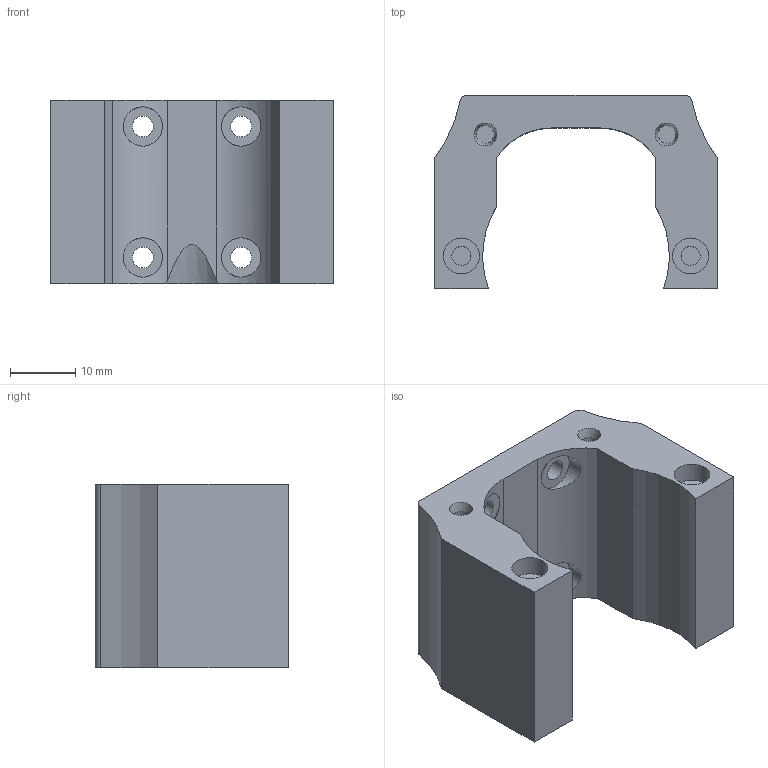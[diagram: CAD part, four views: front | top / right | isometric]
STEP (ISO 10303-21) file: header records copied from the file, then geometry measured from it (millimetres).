
FILE_DESCRIPTION(/* description */ (''),/* implementation_level */ '2;1');
FILE_NAME(/* name */ 'coupling_plate_Carriage Center Plate_mini_stepper.step',/* time_stamp */ '2024-06-01T20:02:26-07:00',/* author */ (''),/* organization */ (''),/* preprocessor_version */ 'ST-DEVELOPER v20',/* originating_system */ 'Autodesk Translation Framework v13.14.0.145',/* authorisation */ '');
FILE_SCHEMA (('AUTOMOTIVE_DESIGN { 1 0 10303 214 3 1 1 }'));
Length unit declared in the file: millimetre
Products named in the file (1): (Unsaved)
Bounding box: 43.14 x 29.5 x 28 mm (x, y, z)
Volume: 16412.7 mm3; surface area: 7032.8 mm2
Topology: 1 solids, 1 shells, 51 faces, 107 edges, 70 vertices
Faces by surface type: cylinder 24, plane 22, cone 5
Full cylindrical faces by diameter (mm): 2.7 x4, 2.93 x2, 3.2 x4, 5.5 x2, 6 x4
Entity records: 1559 total; most frequent: CARTESIAN_POINT 363, DIRECTION 257, ORIENTED_EDGE 214, EDGE_CURVE 107, AXIS2_PLACEMENT_3D 103, EDGE_LOOP 71, VERTEX_POINT 70, LINE 51
